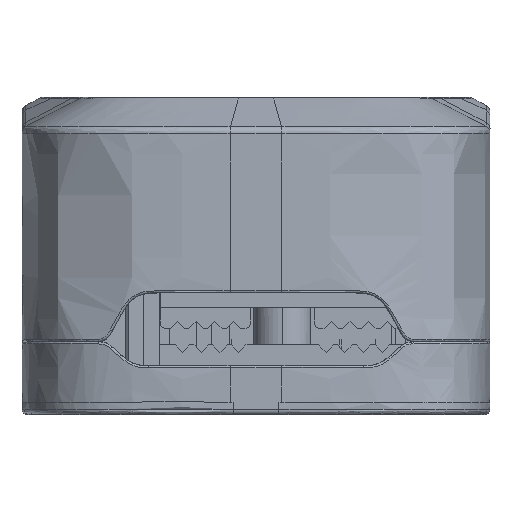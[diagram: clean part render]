
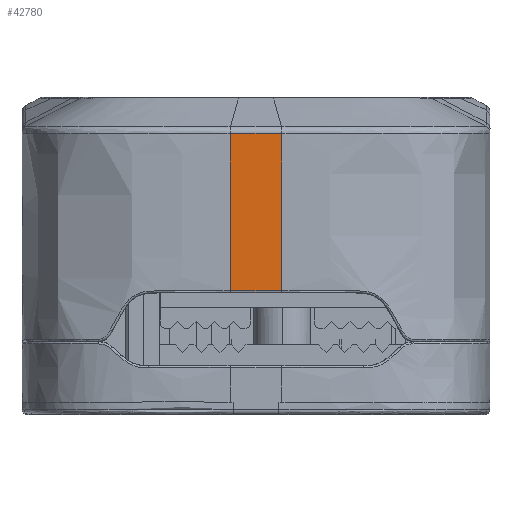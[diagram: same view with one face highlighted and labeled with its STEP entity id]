
A CAD part, left-side view. The second image highlights one B-rep face of the part: STEP entity #42780.
In plain terms, the highlighted planar face has unit normal (-1, 0, 0).
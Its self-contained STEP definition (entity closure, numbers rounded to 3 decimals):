
#41830=CARTESIAN_POINT('',(-145.,405.494,22.764));
#41840=DIRECTION('',(-1.,0.,0.));
#41850=DIRECTION('',(0.,1.,0.));
#41860=AXIS2_PLACEMENT_3D('',#41830,#41840,#41850);
#41870=PLANE('',#41860);
#41880=CARTESIAN_POINT('',(-145.,408.027,15.862))
;
#41890=DIRECTION('',(0.,0.,
1.));
#41900=VECTOR('',#41890,3.538);
#41910=LINE('',#41880,#41900);
#41920=CARTESIAN_POINT('',(-145.,408.027,15.862))
;
#41930=VERTEX_POINT('',#41920);
#41940=CARTESIAN_POINT('',(-145.,408.027,19.4
));
#41950=VERTEX_POINT('',#41940);
#41960=EDGE_CURVE('',#41930,#41950,#41910,.T.);
#41970=ORIENTED_EDGE('',*,*,#41960,.F.);
#41980=CARTESIAN_POINT('',(-145.,408.027,19.4
));
#41990=DIRECTION('',(0.,-1.,
0.));
#42000=VECTOR('',#41990,0.051);
#42010=LINE('',#41980,#42000);
#42020=CARTESIAN_POINT('',(-145.,407.976,19.4
));
#42030=VERTEX_POINT('',#42020);
#42040=EDGE_CURVE('',#41950,#42030,#42010,.T.);
#42050=ORIENTED_EDGE('',*,*,#42040,.F.);
#42060=CARTESIAN_POINT('',(-145.,403.083,19.4
));
#42070=DIRECTION('',(0.,1.,0.));
#42080=VECTOR('',#42070,4.893);
#42090=LINE('',#42060,#42080);
#42100=CARTESIAN_POINT('',(-145.,403.083,19.4
));
#42110=VERTEX_POINT('',#42100);
#42120=EDGE_CURVE('',#42110,#42030,#42090,.T.);
#42130=ORIENTED_EDGE('',*,*,#42120,.T.);
#42140=CARTESIAN_POINT('',(-145.,403.083,19.4
));
#42150=DIRECTION('',(0.,-1.,
0.));
#42160=VECTOR('',#42150,0.051);
#42170=LINE('',#42140,#42160);
#42180=CARTESIAN_POINT('',(-145.,403.032,19.4
));
#42190=VERTEX_POINT('',#42180);
#42200=EDGE_CURVE('',#42110,#42190,#42170,.T.);
#42210=ORIENTED_EDGE('',*,*,#42200,.F.);
#42220=CARTESIAN_POINT('',(-145.,403.032,19.4
));
#42230=DIRECTION('',(0.,0.,
-1.));
#42240=VECTOR('',#42230,3.538);
#42250=LINE('',#42220,#42240);
#42260=CARTESIAN_POINT('',(-145.,403.032,15.862
));
#42270=VERTEX_POINT('',#42260);
#42280=EDGE_CURVE('',#42190,#42270,#42250,.T.);
#42290=ORIENTED_EDGE('',*,*,#42280,.F.);
#42300=CARTESIAN_POINT('',(-145.,403.032,15.862
));
#42310=DIRECTION('',(0.,0.,
-1.));
#42320=VECTOR('',#42310,3.5);
#42330=LINE('',#42300,#42320);
#42340=CARTESIAN_POINT('',(-145.,403.032,12.362
));
#42350=VERTEX_POINT('',#42340);
#42360=EDGE_CURVE('',#42270,#42350,#42330,.T.);
#42370=ORIENTED_EDGE('',*,*,#42360,.F.);
#42380=CARTESIAN_POINT('',(-145.,403.032,12.362
));
#42390=DIRECTION('',(0.,0.,
-1.));
#42400=VECTOR('',#42390,8.098);
#42410=LINE('',#42380,#42400);
#42420=CARTESIAN_POINT('',(-145.,403.032,4.263
));
#42430=VERTEX_POINT('',#42420);
#42440=EDGE_CURVE('',#42350,#42430,#42410,.T.);
#42450=ORIENTED_EDGE('',*,*,#42440,.F.);
#42460=CARTESIAN_POINT('',(-145.,403.032,4.264
));
#42470=DIRECTION('',(0.,1.,
-0.002));
#42480=VECTOR('',#42470,2.495);
#42490=LINE('',#42460,#42480);
#42500=CARTESIAN_POINT('',(-145.,405.527,4.26
));
#42510=VERTEX_POINT('',#42500);
#42520=EDGE_CURVE('',#42430,#42510,#42490,.T.);
#42530=ORIENTED_EDGE('',*,*,#42520,.F.);
#42540=CARTESIAN_POINT('',(-145.,405.527,4.26
));
#42550=DIRECTION('',(0.,1.,
0.002));
#42560=VECTOR('',#42550,2.499);
#42570=LINE('',#42540,#42560);
#42580=CARTESIAN_POINT('',(-145.,408.027,4.264
));
#42590=VERTEX_POINT('',#42580);
#42600=EDGE_CURVE('',#42510,#42590,#42570,.T.);
#42610=ORIENTED_EDGE('',*,*,#42600,.F.);
#42620=CARTESIAN_POINT('',(-145.,408.027,4.264
));
#42630=DIRECTION('',(0.,0.,
1.));
#42640=VECTOR('',#42630,8.098);
#42650=LINE('',#42620,#42640);
#42660=CARTESIAN_POINT('',(-145.,408.027,12.362
));
#42670=VERTEX_POINT('',#42660);
#42680=EDGE_CURVE('',#42590,#42670,#42650,.T.);
#42690=ORIENTED_EDGE('',*,*,#42680,.F.);
#42700=CARTESIAN_POINT('',(-145.,408.027,12.362
));
#42710=DIRECTION('',(0.,0.,1.));
#42720=VECTOR('',#42710,3.5);
#42730=LINE('',#42700,#42720);
#42740=EDGE_CURVE('',#42670,#41930,#42730,.T.);
#42750=ORIENTED_EDGE('',*,*,#42740,.F.);
#42760=EDGE_LOOP('',(#42750,#42690,#42610,#42530,#42450,#42370,#42290,
#42210,#42130,#42050,#41970));
#42770=FACE_OUTER_BOUND('',#42760,.T.);
#42780=ADVANCED_FACE('',(#42770),#41870,.T.);
